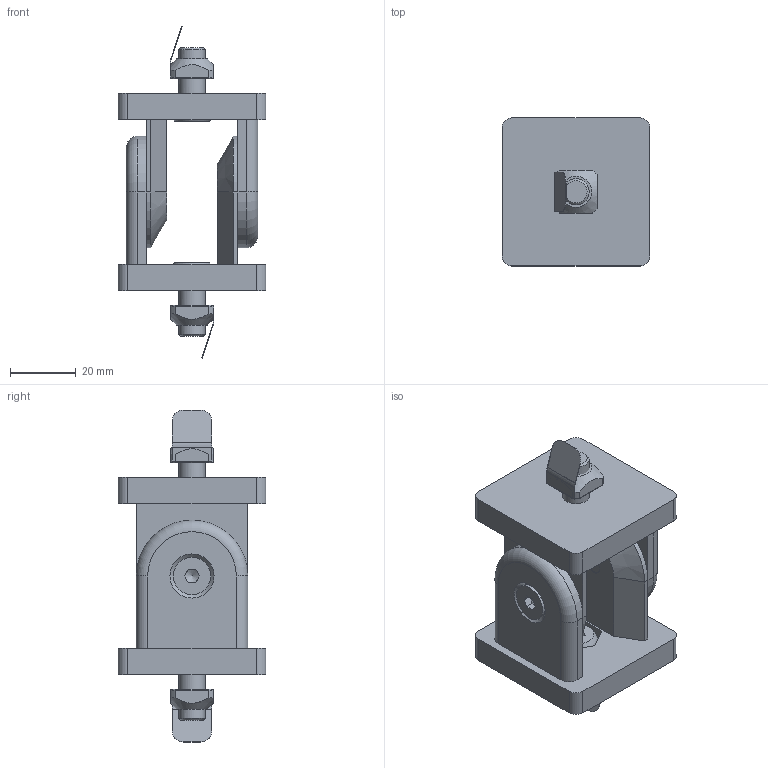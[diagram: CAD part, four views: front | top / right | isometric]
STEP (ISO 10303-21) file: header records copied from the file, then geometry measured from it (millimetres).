
FILE_DESCRIPTION(('STEP AP203'),'1');
FILE_NAME('FIXE08N1004.stp','2023-10-23T12:10:03',(' '),(' '),'Spatial InterOp 3D',' ',' ');
FILE_SCHEMA(('CONFIG_CONTROL_DESIGN'));
Length unit declared in the file: millimetre
Products named in the file (11): Kit de fixation; Vis BHC - M8x18; Ecrou carré languette 8 45 M8; Kit articulation 8 45x45 H30 en rainures; Articulation réglable 10 45x45 H30; Vis FHC - M6x12; Demi_Articulation 8 45x45 H30
Assembly tree (13 placements, depth 4):
  Kit articulation 8 45x45 H30 en rainures
    Kit de fixation  x2
      Vis BHC - M8x18
      Ecrou carré languette 8 45 M8
        Ecrou carré languette 8 45 M8
        Ecrou carré languette 8 45 M8
    Articulation réglable 10 45x45 H30
      Articulation réglable 10 45x45 H30
        Vis FHC - M6x12
        Demi_Articulation 8 45x45 H30
      Articulation réglable 10 45x45 H30
        Vis FHC - M6x12
        Demi_Articulation 8 45x45 H30
Bounding box: 45 x 45 x 101.09 mm (x, y, z)
Volume: 60021.3 mm3; surface area: 26369.1 mm2
Topology: 10 solids, 10 shells, 230 faces, 552 edges, 334 vertices
Faces by surface type: plane 108, cylinder 74, sphere 18, cone 16, torus 14
Full cylindrical faces by diameter (mm): 5 x2, 6 x4, 6.8 x2, 7 x2, 8 x4, 8.5 x2, 11.34 x2
Entity records: 5290 total; most frequent: CARTESIAN_POINT 780, DIRECTION 568, ORIENTED_EDGE 484, EDGE_CURVE 242, PROPERTY_DEFINITION_REPRESENTATION 229, GENERAL_PROPERTY_ASSOCIATION 229, PROPERTY_DEFINITION 229, REPRESENTATION 229
